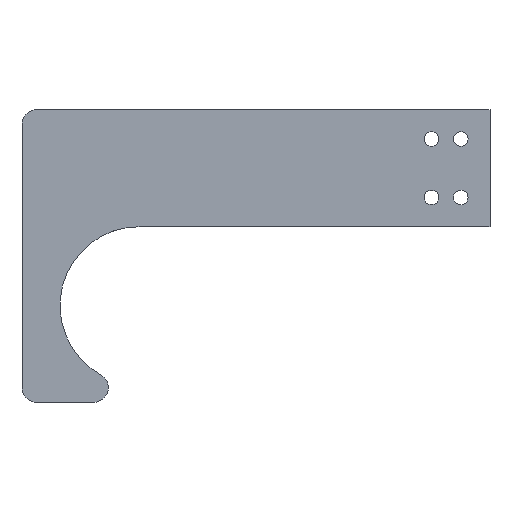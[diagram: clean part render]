
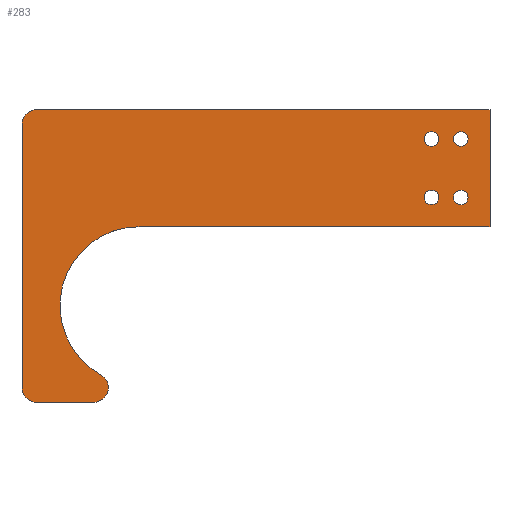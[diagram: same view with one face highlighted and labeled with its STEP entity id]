
A CAD part, top view. The second image highlights one B-rep face of the part: STEP entity #283.
In plain terms, the highlighted planar face has unit normal (0, 0, 1).
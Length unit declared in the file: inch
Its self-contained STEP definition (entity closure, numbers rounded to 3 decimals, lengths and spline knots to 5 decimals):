
#15=FACE_BOUND('',#48,.T.);
#16=FACE_BOUND('',#49,.T.);
#17=FACE_BOUND('',#50,.T.);
#18=FACE_BOUND('',#51,.T.);
#24=PLANE('',#322);
#32=FACE_OUTER_BOUND('',#47,.T.);
#47=EDGE_LOOP('',(#203,#204,#205,#206,#207,#208,#209,#210,#211));
#48=EDGE_LOOP('',(#212));
#49=EDGE_LOOP('',(#213));
#50=EDGE_LOOP('',(#214));
#51=EDGE_LOOP('',(#215));
#70=LINE('',#448,#93);
#73=LINE('',#454,#96);
#74=LINE('',#458,#97);
#75=LINE('',#464,#98);
#76=LINE('',#465,#99);
#93=VECTOR('',#361,0.3937);
#96=VECTOR('',#366,0.3937);
#97=VECTOR('',#369,0.3937);
#98=VECTOR('',#374,0.3937);
#99=VECTOR('',#375,0.3937);
#114=CIRCLE('',#319,0.125);
#116=CIRCLE('',#323,0.125);
#117=CIRCLE('',#324,0.125);
#118=CIRCLE('',#325,0.675);
#119=CIRCLE('',#326,0.0625);
#120=CIRCLE('',#327,0.0625);
#121=CIRCLE('',#328,0.0625);
#122=CIRCLE('',#329,0.0625);
#130=VERTEX_POINT('',#438);
#131=VERTEX_POINT('',#439);
#134=VERTEX_POINT('',#447);
#136=VERTEX_POINT('',#453);
#137=VERTEX_POINT('',#455);
#138=VERTEX_POINT('',#457);
#139=VERTEX_POINT('',#459);
#140=VERTEX_POINT('',#461);
#141=VERTEX_POINT('',#463);
#142=VERTEX_POINT('',#466);
#143=VERTEX_POINT('',#468);
#144=VERTEX_POINT('',#470);
#145=VERTEX_POINT('',#472);
#156=EDGE_CURVE('',#130,#131,#114,.T.);
#160=EDGE_CURVE('',#134,#131,#70,.T.);
#163=EDGE_CURVE('',#130,#136,#73,.T.);
#164=EDGE_CURVE('',#137,#136,#116,.T.);
#165=EDGE_CURVE('',#137,#138,#74,.T.);
#166=EDGE_CURVE('',#139,#138,#117,.T.);
#167=EDGE_CURVE('',#139,#140,#118,.T.);
#168=EDGE_CURVE('',#140,#141,#75,.T.);
#169=EDGE_CURVE('',#141,#134,#76,.T.);
#170=EDGE_CURVE('',#142,#142,#119,.T.);
#171=EDGE_CURVE('',#143,#143,#120,.T.);
#172=EDGE_CURVE('',#144,#144,#121,.T.);
#173=EDGE_CURVE('',#145,#145,#122,.T.);
#203=ORIENTED_EDGE('',*,*,#156,.F.);
#204=ORIENTED_EDGE('',*,*,#163,.T.);
#205=ORIENTED_EDGE('',*,*,#164,.F.);
#206=ORIENTED_EDGE('',*,*,#165,.T.);
#207=ORIENTED_EDGE('',*,*,#166,.F.);
#208=ORIENTED_EDGE('',*,*,#167,.T.);
#209=ORIENTED_EDGE('',*,*,#168,.T.);
#210=ORIENTED_EDGE('',*,*,#169,.T.);
#211=ORIENTED_EDGE('',*,*,#160,.T.);
#212=ORIENTED_EDGE('',*,*,#170,.T.);
#213=ORIENTED_EDGE('',*,*,#171,.T.);
#214=ORIENTED_EDGE('',*,*,#172,.T.);
#215=ORIENTED_EDGE('',*,*,#173,.T.);
#283=ADVANCED_FACE('',(#32,#15,#16,#17,#18),#24,.T.);
#319=AXIS2_PLACEMENT_3D('',#440,#353,#354);
#322=AXIS2_PLACEMENT_3D('',#452,#364,#365);
#323=AXIS2_PLACEMENT_3D('',#456,#367,#368);
#324=AXIS2_PLACEMENT_3D('',#460,#370,#371);
#325=AXIS2_PLACEMENT_3D('',#462,#372,#373);
#326=AXIS2_PLACEMENT_3D('',#467,#376,#377);
#327=AXIS2_PLACEMENT_3D('',#469,#378,#379);
#328=AXIS2_PLACEMENT_3D('',#471,#380,#381);
#329=AXIS2_PLACEMENT_3D('',#473,#382,#383);
#353=DIRECTION('center_axis',(0.,0.,-1.));
#354=DIRECTION('ref_axis',(-0.707,0.707,0.));
#361=DIRECTION('',(-1.,0.,0.));
#364=DIRECTION('center_axis',(0.,0.,1.));
#365=DIRECTION('ref_axis',(1.,0.,0.));
#366=DIRECTION('',(0.,-1.,0.));
#367=DIRECTION('center_axis',(0.,0.,-1.));
#368=DIRECTION('ref_axis',(-0.707,-0.707,0.));
#369=DIRECTION('',(1.,0.,0.));
#370=DIRECTION('center_axis',(0.,0.,-1.));
#371=DIRECTION('ref_axis',(0.,1.,0.));
#372=DIRECTION('center_axis',(0.,0.,-1.));
#373=DIRECTION('ref_axis',(-1.,0.,0.));
#374=DIRECTION('',(1.,0.,0.));
#375=DIRECTION('',(0.,1.,0.));
#376=DIRECTION('center_axis',(0.,0.,-1.));
#377=DIRECTION('ref_axis',(-1.,0.,0.));
#378=DIRECTION('center_axis',(0.,0.,-1.));
#379=DIRECTION('ref_axis',(-1.,0.,0.));
#380=DIRECTION('center_axis',(0.,0.,-1.));
#381=DIRECTION('ref_axis',(-1.,0.,0.));
#382=DIRECTION('center_axis',(0.,0.,-1.));
#383=DIRECTION('ref_axis',(-1.,0.,0.));
#438=CARTESIAN_POINT('',(-2.5,0.375,0.125));
#439=CARTESIAN_POINT('',(-2.375,0.5,0.125));
#440=CARTESIAN_POINT('Origin',(-2.375,0.375,0.125));
#447=CARTESIAN_POINT('',(1.5,0.5,0.125));
#448=CARTESIAN_POINT('',(1.5,0.5,0.125));
#452=CARTESIAN_POINT('Origin',(-0.5,-0.75,0.125));
#453=CARTESIAN_POINT('',(-2.5,-1.875,0.125));
#454=CARTESIAN_POINT('',(-2.5,0.5,0.125));
#455=CARTESIAN_POINT('',(-2.375,-2.,0.125));
#456=CARTESIAN_POINT('Origin',(-2.375,-1.875,0.125));
#457=CARTESIAN_POINT('',(-1.8873,-2.,0.125));
#458=CARTESIAN_POINT('',(-2.5,-2.,0.125));
#459=CARTESIAN_POINT('',(-1.82678,-1.76563,0.125));
#460=CARTESIAN_POINT('Origin',(-1.8873,-1.875,0.125));
#461=CARTESIAN_POINT('',(-1.5,-0.5,0.125));
#462=CARTESIAN_POINT('Origin',(-1.5,-1.175,0.125));
#463=CARTESIAN_POINT('',(1.5,-0.5,0.125));
#464=CARTESIAN_POINT('',(-1.5,-0.5,0.125));
#465=CARTESIAN_POINT('',(1.5,-0.5,0.125));
#466=CARTESIAN_POINT('',(1.3125,0.25,0.125));
#467=CARTESIAN_POINT('Origin',(1.25,0.25,0.125));
#468=CARTESIAN_POINT('',(1.3125,-0.25,0.125));
#469=CARTESIAN_POINT('Origin',(1.25,-0.25,0.125));
#470=CARTESIAN_POINT('',(1.0625,0.25,0.125));
#471=CARTESIAN_POINT('Origin',(1.,0.25,0.125));
#472=CARTESIAN_POINT('',(1.0625,-0.25,0.125));
#473=CARTESIAN_POINT('Origin',(1.,-0.25,0.125));
